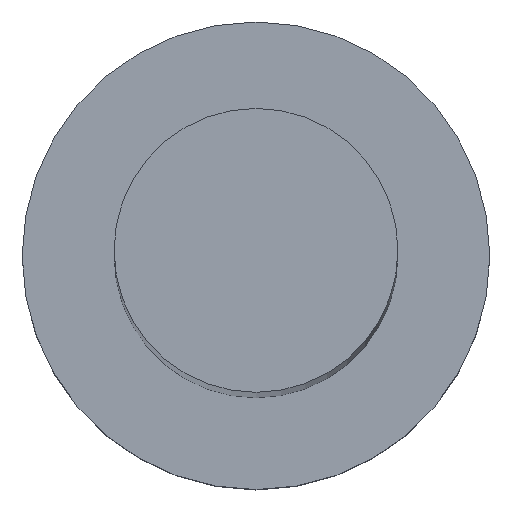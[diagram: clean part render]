
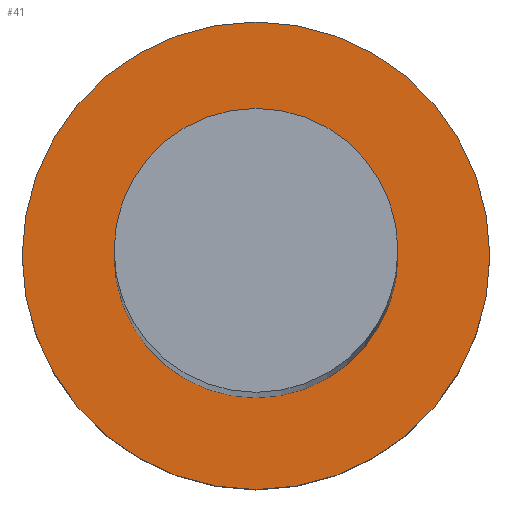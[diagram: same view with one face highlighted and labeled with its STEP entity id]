
A CAD part, top view. The second image highlights one B-rep face of the part: STEP entity #41.
In plain terms, the highlighted planar face has unit normal (0, 0, 1).
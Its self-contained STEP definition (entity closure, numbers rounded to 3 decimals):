
#6 = CIRCLE ( 'NONE', #21, 7. ) ;
#7 = DIRECTION ( 'NONE',  ( 0., 0., 1. ) ) ;
#17 = CARTESIAN_POINT ( 'NONE',  ( -4.25, 0., 6.5 ) ) ;
#21 = AXIS2_PLACEMENT_3D ( 'NONE', #80, #23, #78 ) ;
#23 = DIRECTION ( 'NONE',  ( 0., 0., 1. ) ) ;
#29 = DIRECTION ( 'NONE',  ( 0., 0., 1. ) ) ;
#35 = DIRECTION ( 'NONE',  ( 1., 0., 0. ) ) ;
#36 = EDGE_CURVE ( 'NONE', #74, #39, #163, .T. ) ;
#39 = VERTEX_POINT ( 'NONE', #17 ) ;
#41 = ADVANCED_FACE ( 'NONE', ( #136, #89 ), #210, .T. ) ;
#43 = CARTESIAN_POINT ( 'NONE',  ( 7., 0., 6.5 ) ) ;
#48 = DIRECTION ( 'NONE',  ( 1., 0., 0. ) ) ;
#53 = EDGE_LOOP ( 'NONE', ( #155, #179 ) ) ;
#54 = AXIS2_PLACEMENT_3D ( 'NONE', #254, #132, #108 ) ;
#64 = AXIS2_PLACEMENT_3D ( 'NONE', #140, #7, #175 ) ;
#71 = CARTESIAN_POINT ( 'NONE',  ( 0., 0., 6.5 ) ) ;
#74 = VERTEX_POINT ( 'NONE', #198 ) ;
#77 = AXIS2_PLACEMENT_3D ( 'NONE', #172, #235, #35 ) ;
#78 = DIRECTION ( 'NONE',  ( 1., 0., 0. ) ) ;
#80 = CARTESIAN_POINT ( 'NONE',  ( 0., 0., 6.5 ) ) ;
#81 = CIRCLE ( 'NONE', #54, 7. ) ;
#89 = FACE_OUTER_BOUND ( 'NONE', #137, .T. ) ;
#92 = ORIENTED_EDGE ( 'NONE', *, *, #124, .T. ) ;
#108 = DIRECTION ( 'NONE',  ( 1., 0., 0. ) ) ;
#124 = EDGE_CURVE ( 'NONE', #214, #174, #81, .T. ) ;
#132 = DIRECTION ( 'NONE',  ( 0., 0., 1. ) ) ;
#136 = FACE_BOUND ( 'NONE', #53, .T. ) ;
#137 = EDGE_LOOP ( 'NONE', ( #92, #161 ) ) ;
#140 = CARTESIAN_POINT ( 'NONE',  ( 0., 0., 6.5 ) ) ;
#147 = AXIS2_PLACEMENT_3D ( 'NONE', #71, #29, #48 ) ;
#155 = ORIENTED_EDGE ( 'NONE', *, *, #203, .F. ) ;
#161 = ORIENTED_EDGE ( 'NONE', *, *, #168, .T. ) ;
#163 = CIRCLE ( 'NONE', #77, 4.25 ) ;
#168 = EDGE_CURVE ( 'NONE', #174, #214, #6, .T. ) ;
#172 = CARTESIAN_POINT ( 'NONE',  ( 0., 0., 6.5 ) ) ;
#174 = VERTEX_POINT ( 'NONE', #43 ) ;
#175 = DIRECTION ( 'NONE',  ( 1., 0., 0. ) ) ;
#179 = ORIENTED_EDGE ( 'NONE', *, *, #36, .F. ) ;
#198 = CARTESIAN_POINT ( 'NONE',  ( 4.25, 0., 6.5 ) ) ;
#203 = EDGE_CURVE ( 'NONE', #39, #74, #205, .T. ) ;
#205 = CIRCLE ( 'NONE', #64, 4.25 ) ;
#210 = PLANE ( 'NONE',  #147 ) ;
#214 = VERTEX_POINT ( 'NONE', #243 ) ;
#235 = DIRECTION ( 'NONE',  ( 0., 0., 1. ) ) ;
#243 = CARTESIAN_POINT ( 'NONE',  ( -7., 0., 6.5 ) ) ;
#254 = CARTESIAN_POINT ( 'NONE',  ( 0., 0., 6.5 ) ) ;
